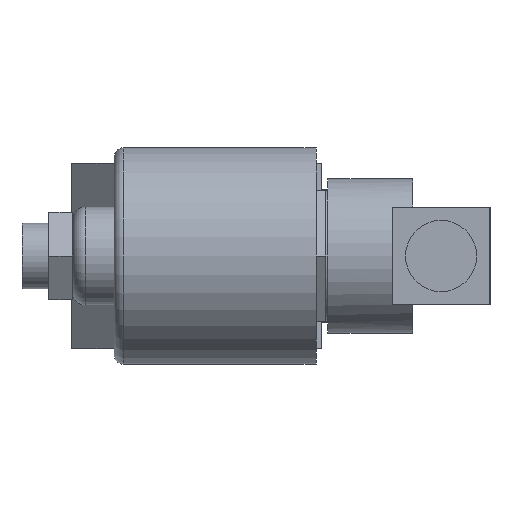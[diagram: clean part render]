
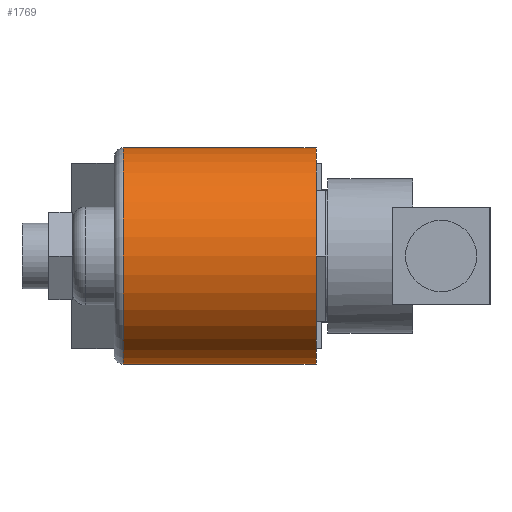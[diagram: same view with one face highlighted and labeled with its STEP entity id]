
A CAD part, left-side view. The second image highlights one B-rep face of the part: STEP entity #1769.
In plain terms, the highlighted cylindrical face has radius 21 mm (diameter 42 mm), a partial arc.
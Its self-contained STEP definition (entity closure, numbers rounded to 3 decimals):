
#34 = VERTEX_POINT ( 'NONE', #2444 ) ;
#137 = VECTOR ( 'NONE', #1888, 1000. ) ;
#229 = LINE ( 'NONE', #1256, #137 ) ;
#259 = DIRECTION ( 'NONE',  ( 0., 0., 1. ) ) ;
#308 = CARTESIAN_POINT ( 'NONE',  ( 0., 46.82, 0. ) ) ;
#369 = DIRECTION ( 'NONE',  ( 0., -1., 0. ) ) ;
#382 = DIRECTION ( 'NONE',  ( 0., -1., 0. ) ) ;
#469 = VERTEX_POINT ( 'NONE', #752 ) ;
#597 = CARTESIAN_POINT ( 'NONE',  ( 0., 9.42, 21. ) ) ;
#752 = CARTESIAN_POINT ( 'NONE',  ( 0., 46.82, -21. ) ) ;
#798 = FACE_OUTER_BOUND ( 'NONE', #1833, .T. ) ;
#941 = EDGE_CURVE ( 'NONE', #1428, #2625, #2569, .T. ) ;
#1122 = DIRECTION ( 'NONE',  ( 0., 1., 0. ) ) ;
#1157 = EDGE_CURVE ( 'NONE', #469, #34, #229, .T. ) ;
#1200 = AXIS2_PLACEMENT_3D ( 'NONE', #308, #2765, #2095 ) ;
#1201 = ORIENTED_EDGE ( 'NONE', *, *, #941, .F. ) ;
#1243 = CIRCLE ( 'NONE', #1200, 21. ) ;
#1256 = CARTESIAN_POINT ( 'NONE',  ( 0., 48.62, -21. ) ) ;
#1292 = CARTESIAN_POINT ( 'NONE',  ( 0., 9.42, 0. ) ) ;
#1428 = VERTEX_POINT ( 'NONE', #2712 ) ;
#1525 = AXIS2_PLACEMENT_3D ( 'NONE', #1677, #369, #1877 ) ;
#1600 = VECTOR ( 'NONE', #382, 1000. ) ;
#1668 = AXIS2_PLACEMENT_3D ( 'NONE', #1292, #1122, #259 ) ;
#1677 = CARTESIAN_POINT ( 'NONE',  ( 0., 48.62, 0. ) ) ;
#1704 = CYLINDRICAL_SURFACE ( 'NONE', #1525, 21. ) ;
#1769 = ADVANCED_FACE ( 'NONE', ( #798 ), #1704, .T. ) ;
#1774 = ORIENTED_EDGE ( 'NONE', *, *, #1897, .T. ) ;
#1833 = EDGE_LOOP ( 'NONE', ( #1201, #2721, #2068, #1774 ) ) ;
#1877 = DIRECTION ( 'NONE',  ( 0., 0., -1. ) ) ;
#1888 = DIRECTION ( 'NONE',  ( 0., -1., 0. ) ) ;
#1897 = EDGE_CURVE ( 'NONE', #34, #2625, #1902, .T. ) ;
#1902 = CIRCLE ( 'NONE', #1668, 21. ) ;
#2068 = ORIENTED_EDGE ( 'NONE', *, *, #1157, .T. ) ;
#2095 = DIRECTION ( 'NONE',  ( 0., 0., 1. ) ) ;
#2135 = CARTESIAN_POINT ( 'NONE',  ( 0., 48.62, 21. ) ) ;
#2444 = CARTESIAN_POINT ( 'NONE',  ( 0., 9.42, -21. ) ) ;
#2569 = LINE ( 'NONE', #2135, #1600 ) ;
#2615 = EDGE_CURVE ( 'NONE', #1428, #469, #1243, .T. ) ;
#2625 = VERTEX_POINT ( 'NONE', #597 ) ;
#2712 = CARTESIAN_POINT ( 'NONE',  ( 0., 46.82, 21. ) ) ;
#2721 = ORIENTED_EDGE ( 'NONE', *, *, #2615, .T. ) ;
#2765 = DIRECTION ( 'NONE',  ( 0., -1., 0. ) ) ;
